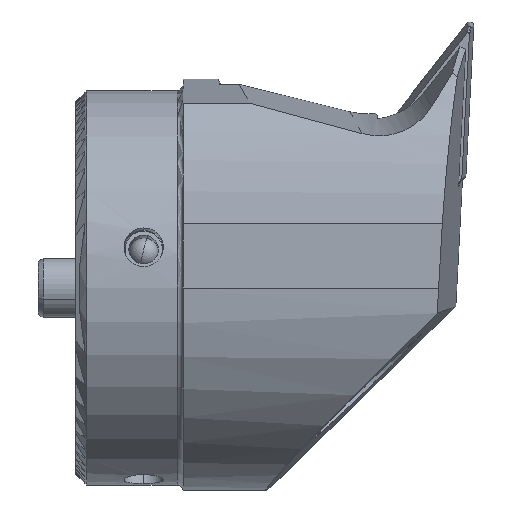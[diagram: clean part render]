
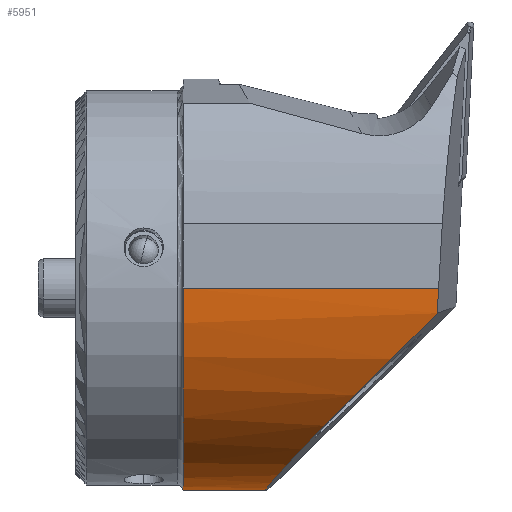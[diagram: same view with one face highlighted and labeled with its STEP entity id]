
A CAD part, front view. The second image highlights one B-rep face of the part: STEP entity #5951.
In plain terms, the highlighted cylindrical face has radius 20.5 mm (diameter 41 mm), a partial arc.
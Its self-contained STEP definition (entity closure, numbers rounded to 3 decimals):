
#7 = FACE_OUTER_BOUND ( 'NONE', #6037, .T. ) ;
#449 = LINE ( 'NONE', #3505, #6952 ) ;
#546 = CARTESIAN_POINT ( 'NONE',  ( 10.492, -20.5, 0. ) ) ;
#895 = CARTESIAN_POINT ( 'NONE',  ( 36.332, -20.446, -1.711 ) ) ;
#1862 = VERTEX_POINT ( 'NONE', #546 ) ;
#2218 = CARTESIAN_POINT ( 'NONE',  ( 36.378, -20.5, -0.856 ) ) ;
#2371 = VERTEX_POINT ( 'NONE', #9330 ) ;
#2644 = VERTEX_POINT ( 'NONE', #7103 ) ;
#2855 = EDGE_CURVE ( 'NONE', #14688, #2371, #7603, .T. ) ;
#3478 = ORIENTED_EDGE ( 'NONE', *, *, #2855, .F. ) ;
#3505 = CARTESIAN_POINT ( 'NONE',  ( -0.601, -20.5, 0. ) ) ;
#3855 = CIRCLE ( 'NONE', #13374, 20.5 ) ;
#4370 = EDGE_CURVE ( 'NONE', #2644, #1862, #3855, .T. ) ;
#4875 = DIRECTION ( 'NONE',  ( 0., 0., 1. ) ) ;
#4876 = EDGE_CURVE ( 'NONE', #1862, #10545, #449, .T. ) ;
#5951 = ADVANCED_FACE ( 'NONE', ( #7 ), #9133, .T. ) ;
#6037 = EDGE_LOOP ( 'NONE', ( #7771, #8736, #3478, #7455, #15810 ) ) ;
#6450 = AXIS2_PLACEMENT_3D ( 'NONE', #17769, #13601, #17881 ) ;
#6952 = VECTOR ( 'NONE', #17642, 1000. ) ;
#7103 = CARTESIAN_POINT ( 'NONE',  ( 10.492, 0., -20.5 ) ) ;
#7455 = ORIENTED_EDGE ( 'NONE', *, *, #17059, .F. ) ;
#7603 =( BOUNDED_CURVE ( )  B_SPLINE_CURVE ( 3, ( #10604, #13624, #13680, #10865 ),
 .UNSPECIFIED., .F., .T. ) 
 B_SPLINE_CURVE_WITH_KNOTS ( ( 4, 4 ),
 ( 1.748, 3.194 ),
 .UNSPECIFIED. ) 
 CURVE ( )  GEOMETRIC_REPRESENTATION_ITEM ( )  RATIONAL_B_SPLINE_CURVE ( ( 1., 0.833, 0.833, 1. ) ) 
 REPRESENTATION_ITEM ( '' )  );
#7771 = ORIENTED_EDGE ( 'NONE', *, *, #4370, .F. ) ;
#8012 = EDGE_CURVE ( 'NONE', #2644, #2371, #17440, .T. ) ;
#8448 =( BOUNDED_CURVE ( )  B_SPLINE_CURVE ( 3, ( #12143, #2218, #895, #12257 ),
 .UNSPECIFIED., .F., .F. ) 
 B_SPLINE_CURVE_WITH_KNOTS ( ( 4, 4 ),
 ( 2.533, 2.658 ),
 .UNSPECIFIED. ) 
 CURVE ( )  GEOMETRIC_REPRESENTATION_ITEM ( )  RATIONAL_B_SPLINE_CURVE ( ( 1., 0.999, 0.999, 1. ) ) 
 REPRESENTATION_ITEM ( '' )  );
#8736 = ORIENTED_EDGE ( 'NONE', *, *, #8012, .T. ) ;
#9133 = CYLINDRICAL_SURFACE ( 'NONE', #6450, 20.5 ) ;
#9330 = CARTESIAN_POINT ( 'NONE',  ( 18.937, 0., -20.5 ) ) ;
#10484 = CARTESIAN_POINT ( 'NONE',  ( -0.601, 0., -20.5 ) ) ;
#10545 = VERTEX_POINT ( 'NONE', #16180 ) ;
#10604 = CARTESIAN_POINT ( 'NONE',  ( 36.292, -20.339, -2.561 ) ) ;
#10865 = CARTESIAN_POINT ( 'NONE',  ( 18.937, 0., -20.5 ) ) ;
#12143 = CARTESIAN_POINT ( 'NONE',  ( 36.428, -20.5, 0. ) ) ;
#12257 = CARTESIAN_POINT ( 'NONE',  ( 36.292, -20.339, -2.561 ) ) ;
#13374 = AXIS2_PLACEMENT_3D ( 'NONE', #14769, #13580, #4875 ) ;
#13580 = DIRECTION ( 'NONE',  ( -1., 0., 0. ) ) ;
#13601 = DIRECTION ( 'NONE',  ( 1., 0., 0. ) ) ;
#13624 = CARTESIAN_POINT ( 'NONE',  ( 25.299, -18.984, -13.324 ) ) ;
#13680 = CARTESIAN_POINT ( 'NONE',  ( 18.357, -10.848, -20.5 ) ) ;
#14688 = VERTEX_POINT ( 'NONE', #15844 ) ;
#14769 = CARTESIAN_POINT ( 'NONE',  ( 10.492, 0., 0. ) ) ;
#14958 = DIRECTION ( 'NONE',  ( 1., 0., 0. ) ) ;
#15810 = ORIENTED_EDGE ( 'NONE', *, *, #4876, .F. ) ;
#15844 = CARTESIAN_POINT ( 'NONE',  ( 36.292, -20.339, -2.561 ) ) ;
#16180 = CARTESIAN_POINT ( 'NONE',  ( 36.428, -20.5, 0. ) ) ;
#17059 = EDGE_CURVE ( 'NONE', #10545, #14688, #8448, .T. ) ;
#17440 = LINE ( 'NONE', #10484, #18100 ) ;
#17642 = DIRECTION ( 'NONE',  ( 1., 0., 0. ) ) ;
#17769 = CARTESIAN_POINT ( 'NONE',  ( -0.601, 0., 0. ) ) ;
#17881 = DIRECTION ( 'NONE',  ( 0., 0., -1. ) ) ;
#18100 = VECTOR ( 'NONE', #14958, 1000. ) ;
